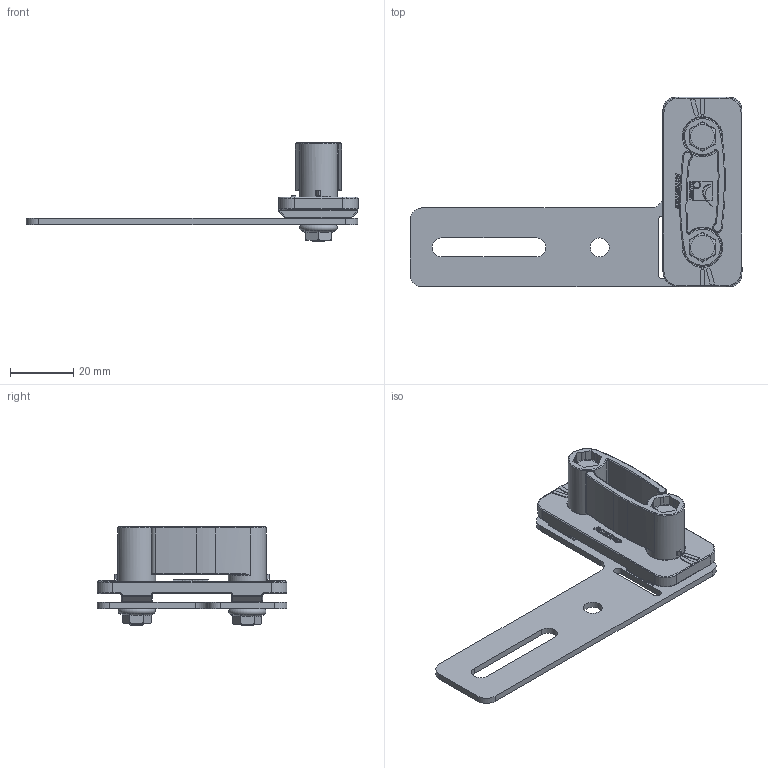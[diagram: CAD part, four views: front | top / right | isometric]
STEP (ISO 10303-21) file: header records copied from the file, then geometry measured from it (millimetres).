
FILE_DESCRIPTION(/* description */ (''),/* implementation_level */ '2;1');
FILE_NAME(/* name */ '1131XRG.stp',/* time_stamp */ '2019-08-05T12:19:23+02:00',/* author */ ('Didierr'),/* organization */ (''),/* preprocessor_version */ 'ST-DEVELOPER v17.2',/* originating_system */ 'Autodesk Inventor 2019',/* authorisation */ '');
FILE_SCHEMA (('AUTOMOTIVE_DESIGN { 1 0 10303 214 3 1 1 }'));
Length unit declared in the file: millimetre
Products named in the file (7): 1131XRG; Guide EBRA 60x105 AC BL; 21589; 21267-B embase; 21267-2C; 22519-VIS; DIN 6923 - M5
Assembly tree (9 placements, depth 3):
  1131XRG
    Guide EBRA 60x105 AC BL
    21589
      21267-B embase
      21267-2C  x2
      22519-VIS  x2
      DIN 6923 - M5  x2
Bounding box: 105 x 60 x 31 mm (x, y, z)
Volume: 19550.3 mm3; surface area: 18393 mm2
Topology: 8 solids, 8 shells, 1288 faces, 3598 edges, 2343 vertices
Faces by surface type: plane 969, cylinder 180, torus 68, bspline 35, cone 20, sphere 16
Full cylindrical faces by diameter (mm): 1.939 x1, 4.134 x2, 5 x54, 5.1 x4, 5.2 x2, 6 x1, 8.5 x4, 12 x2, 12.2 x2
Entity records: 36167 total; most frequent: CARTESIAN_POINT 9022, DIRECTION 5891, ORIENTED_EDGE 5654, EDGE_CURVE 2827, AXIS2_PLACEMENT_3D 2218, VERTEX_POINT 1846, LINE 1455, VECTOR 1455
